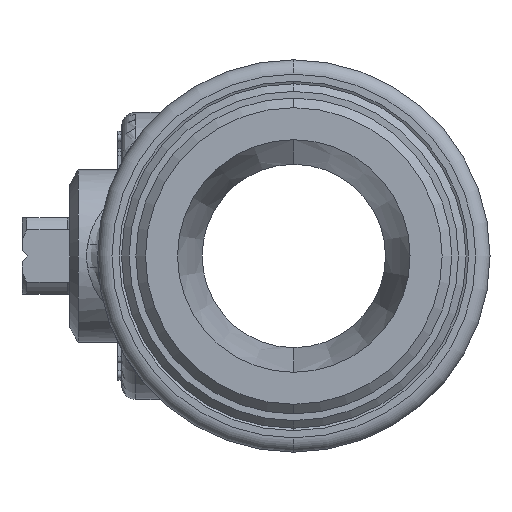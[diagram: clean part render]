
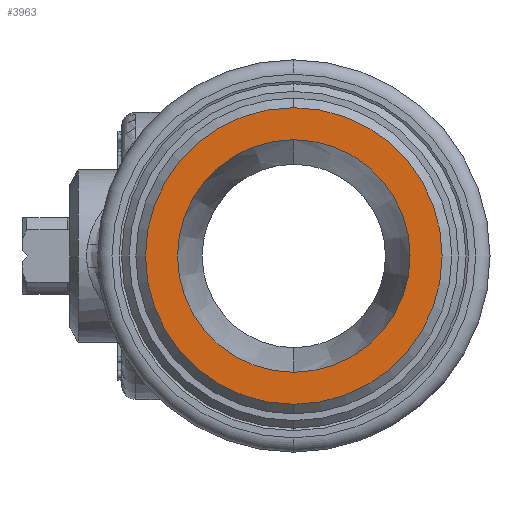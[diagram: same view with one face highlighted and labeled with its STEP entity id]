
A CAD part, left-side view. The second image highlights one B-rep face of the part: STEP entity #3963.
In plain terms, the highlighted planar face has unit normal (-1, 0, 0).
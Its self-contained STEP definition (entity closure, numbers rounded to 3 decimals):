
#63 = DIRECTION ( 'NONE',  ( 0., 0., -1. ) ) ;
#175 = CIRCLE ( 'NONE', #7737, 15.5 ) ;
#200 = DIRECTION ( 'NONE',  ( -1., 0., 0. ) ) ;
#1401 = EDGE_CURVE ( 'NONE', #19441, #12754, #7608, .T. ) ;
#2510 = ORIENTED_EDGE ( 'NONE', *, *, #1401, .T. ) ;
#3963 = ADVANCED_FACE ( 'NONE', ( #8438, #13266 ), #12278, .T. ) ;
#4066 = CARTESIAN_POINT ( 'NONE',  ( -14., 0., -15.5 ) ) ;
#4953 = CARTESIAN_POINT ( 'NONE',  ( -14., 0., 0. ) ) ;
#6449 = ORIENTED_EDGE ( 'NONE', *, *, #6882, .F. ) ;
#6450 = CARTESIAN_POINT ( 'NONE',  ( -14., 0., 15.5 ) ) ;
#6882 = EDGE_CURVE ( 'NONE', #25725, #22121, #175, .T. ) ;
#7608 = CIRCLE ( 'NONE', #22974, 12.15 ) ;
#7737 = AXIS2_PLACEMENT_3D ( 'NONE', #9192, #11648, #11238 ) ;
#8118 = CARTESIAN_POINT ( 'NONE',  ( -14., 0., 12.15 ) ) ;
#8438 = FACE_BOUND ( 'NONE', #15545, .T. ) ;
#8939 = DIRECTION ( 'NONE',  ( 1., 0., 0. ) ) ;
#9192 = CARTESIAN_POINT ( 'NONE',  ( -14., 0., 0. ) ) ;
#10712 = CARTESIAN_POINT ( 'NONE',  ( -14., 12.15, 0. ) ) ;
#10890 = AXIS2_PLACEMENT_3D ( 'NONE', #17265, #8939, #14929 ) ;
#11227 = DIRECTION ( 'NONE',  ( 1., 0., 0. ) ) ;
#11238 = DIRECTION ( 'NONE',  ( 0., 0., -1. ) ) ;
#11648 = DIRECTION ( 'NONE',  ( 1., 0., 0. ) ) ;
#12272 = EDGE_CURVE ( 'NONE', #22121, #25725, #22139, .T. ) ;
#12278 = PLANE ( 'NONE',  #15798 ) ;
#12754 = VERTEX_POINT ( 'NONE', #8118 ) ;
#13266 = FACE_OUTER_BOUND ( 'NONE', #15213, .T. ) ;
#14929 = DIRECTION ( 'NONE',  ( 0., 0., -1. ) ) ;
#15213 = EDGE_LOOP ( 'NONE', ( #21774, #6449 ) ) ;
#15545 = EDGE_LOOP ( 'NONE', ( #25244, #2510 ) ) ;
#15798 = AXIS2_PLACEMENT_3D ( 'NONE', #10712, #200, #25289 ) ;
#17265 = CARTESIAN_POINT ( 'NONE',  ( -14., 0., 0. ) ) ;
#17434 = EDGE_CURVE ( 'NONE', #12754, #19441, #24822, .T. ) ;
#17555 = DIRECTION ( 'NONE',  ( 0., 0., -1. ) ) ;
#17856 = CARTESIAN_POINT ( 'NONE',  ( -14., 0., -12.15 ) ) ;
#18780 = DIRECTION ( 'NONE',  ( 1., 0., 0. ) ) ;
#19441 = VERTEX_POINT ( 'NONE', #17856 ) ;
#20791 = AXIS2_PLACEMENT_3D ( 'NONE', #23319, #18780, #63 ) ;
#21774 = ORIENTED_EDGE ( 'NONE', *, *, #12272, .F. ) ;
#22121 = VERTEX_POINT ( 'NONE', #4066 ) ;
#22139 = CIRCLE ( 'NONE', #20791, 15.5 ) ;
#22974 = AXIS2_PLACEMENT_3D ( 'NONE', #4953, #11227, #17555 ) ;
#23319 = CARTESIAN_POINT ( 'NONE',  ( -14., 0., 0. ) ) ;
#24822 = CIRCLE ( 'NONE', #10890, 12.15 ) ;
#25244 = ORIENTED_EDGE ( 'NONE', *, *, #17434, .T. ) ;
#25289 = DIRECTION ( 'NONE',  ( 0., 0., 1. ) ) ;
#25725 = VERTEX_POINT ( 'NONE', #6450 ) ;
